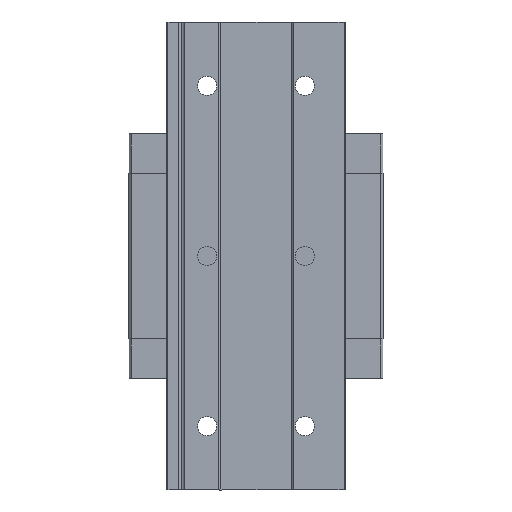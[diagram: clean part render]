
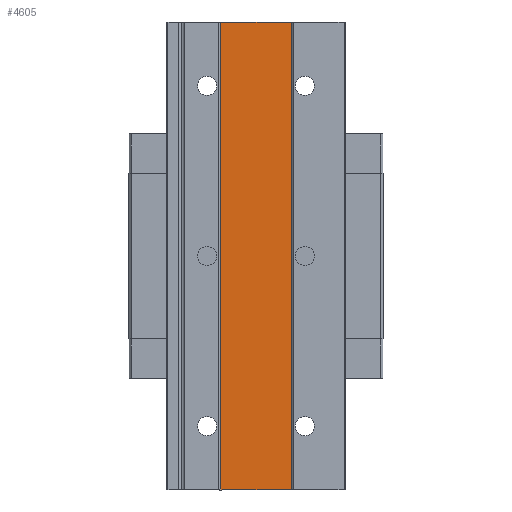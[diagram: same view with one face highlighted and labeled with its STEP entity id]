
A CAD part, front view. The second image highlights one B-rep face of the part: STEP entity #4605.
In plain terms, the highlighted face is planar.
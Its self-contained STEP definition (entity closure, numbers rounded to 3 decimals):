
#46 = LINE ( 'NONE', #5640, #2609 ) ;
#110 = DIRECTION ( 'NONE',  ( -1., 0., 0. ) ) ;
#361 = CARTESIAN_POINT ( 'NONE',  ( -8.3, -55., -4.258 ) ) ;
#754 = DIRECTION ( 'NONE',  ( 0., 0., -1. ) ) ;
#773 = ORIENTED_EDGE ( 'NONE', *, *, #2825, .T. ) ;
#915 = DIRECTION ( 'NONE',  ( 1., 0., 0. ) ) ;
#1030 = VERTEX_POINT ( 'NONE', #4062 ) ;
#1350 = CARTESIAN_POINT ( 'NONE',  ( 8.3, -55., -4.258 ) ) ;
#1366 = CARTESIAN_POINT ( 'NONE',  ( 8.3, -55., -4.258 ) ) ;
#1423 = VECTOR ( 'NONE', #915, 1000. ) ;
#1532 = CARTESIAN_POINT ( 'NONE',  ( 0., -55., -4.258 ) ) ;
#1888 = LINE ( 'NONE', #3681, #4577 ) ;
#1909 = VERTEX_POINT ( 'NONE', #361 ) ;
#2007 = PLANE ( 'NONE',  #5642 ) ;
#2046 = VERTEX_POINT ( 'NONE', #1350 ) ;
#2169 = LINE ( 'NONE', #1532, #1423 ) ;
#2216 = ORIENTED_EDGE ( 'NONE', *, *, #2566, .F. ) ;
#2264 = ORIENTED_EDGE ( 'NONE', *, *, #4768, .F. ) ;
#2278 = CARTESIAN_POINT ( 'NONE',  ( 8.3, 55., -4.258 ) ) ;
#2453 = EDGE_CURVE ( 'NONE', #4397, #2046, #5834, .T. ) ;
#2566 = EDGE_CURVE ( 'NONE', #1909, #2046, #2169, .T. ) ;
#2609 = VECTOR ( 'NONE', #5021, 1000. ) ;
#2825 = EDGE_CURVE ( 'NONE', #1909, #1030, #46, .T. ) ;
#3046 = DIRECTION ( 'NONE',  ( -1., 0., 0. ) ) ;
#3347 = ORIENTED_EDGE ( 'NONE', *, *, #2453, .T. ) ;
#3681 = CARTESIAN_POINT ( 'NONE',  ( 0., 55., -4.258 ) ) ;
#3984 = EDGE_LOOP ( 'NONE', ( #2264, #3347, #2216, #773 ) ) ;
#4062 = CARTESIAN_POINT ( 'NONE',  ( -8.3, 55., -4.258 ) ) ;
#4397 = VERTEX_POINT ( 'NONE', #2278 ) ;
#4473 = VECTOR ( 'NONE', #4576, 1000. ) ;
#4576 = DIRECTION ( 'NONE',  ( 0., -1., 0. ) ) ;
#4577 = VECTOR ( 'NONE', #3046, 1000. ) ;
#4605 = ADVANCED_FACE ( 'NONE', ( #5171 ), #2007, .T. ) ;
#4768 = EDGE_CURVE ( 'NONE', #4397, #1030, #1888, .T. ) ;
#5021 = DIRECTION ( 'NONE',  ( 0., 1., 0. ) ) ;
#5171 = FACE_OUTER_BOUND ( 'NONE', #3984, .T. ) ;
#5208 = CARTESIAN_POINT ( 'NONE',  ( 8.3, 0., -4.258 ) ) ;
#5640 = CARTESIAN_POINT ( 'NONE',  ( -8.3, 0., -4.258 ) ) ;
#5642 = AXIS2_PLACEMENT_3D ( 'NONE', #1366, #754, #110 ) ;
#5834 = LINE ( 'NONE', #5208, #4473 ) ;
